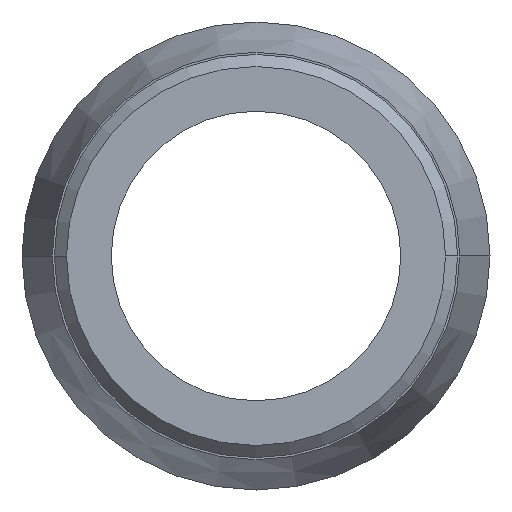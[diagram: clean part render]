
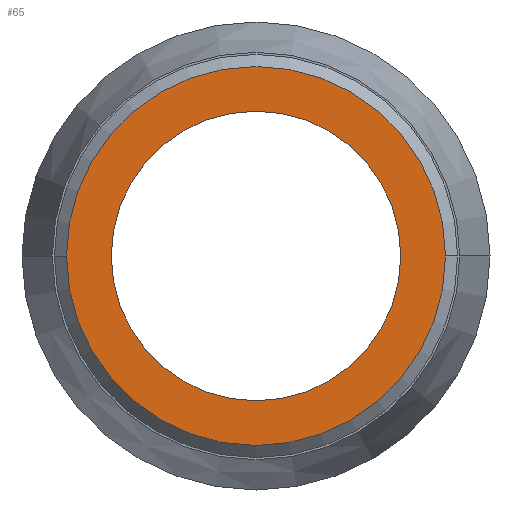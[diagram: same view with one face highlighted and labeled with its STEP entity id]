
A CAD part, left-side view. The second image highlights one B-rep face of the part: STEP entity #65.
In plain terms, the highlighted planar face has unit normal (-1, 0, 0).
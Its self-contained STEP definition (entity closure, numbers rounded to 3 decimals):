
#65=ADVANCED_FACE('',(#118,#119),#120,.T.);
#118=FACE_BOUND('',#184,.T.);
#119=FACE_OUTER_BOUND('',#185,.T.);
#120=PLANE('',#186);
#184=EDGE_LOOP('',(#342,#343));
#185=EDGE_LOOP('',(#344,#345));
#186=AXIS2_PLACEMENT_3D('',#346,#347,#348);
#342=ORIENTED_EDGE('',*,*,#461,.T.);
#343=ORIENTED_EDGE('',*,*,#460,.T.);
#344=ORIENTED_EDGE('',*,*,#444,.F.);
#345=ORIENTED_EDGE('',*,*,#469,.F.);
#346=CARTESIAN_POINT('',(-46.5,3.928,0.0));
#347=DIRECTION('',(-1.0,-0.0,0.0));
#348=DIRECTION('',(0.0,-1.0,-0.0));
#444=EDGE_CURVE('',#523,#525,#526,.T.);
#460=EDGE_CURVE('',#550,#554,#556,.T.);
#461=EDGE_CURVE('',#554,#550,#557,.T.);
#469=EDGE_CURVE('',#525,#523,#565,.T.);
#523=VERTEX_POINT('',#633);
#525=VERTEX_POINT('',#636);
#526=CIRCLE('',#637,7.856);
#550=VERTEX_POINT('',#668);
#554=VERTEX_POINT('',#673);
#556=CIRCLE('',#676,6.0);
#557=CIRCLE('',#677,6.0);
#565=CIRCLE('',#685,7.856);
#633=CARTESIAN_POINT('',(-46.5,7.856,0.0));
#636=CARTESIAN_POINT('',(-46.5,-7.856,0.));
#637=AXIS2_PLACEMENT_3D('',#740,#741,#742);
#668=CARTESIAN_POINT('',(-46.5,0.,-6.0));
#673=CARTESIAN_POINT('',(-46.5,0.,6.0));
#676=AXIS2_PLACEMENT_3D('',#770,#771,#772);
#677=AXIS2_PLACEMENT_3D('',#773,#774,#775);
#685=AXIS2_PLACEMENT_3D('',#797,#798,#799);
#740=CARTESIAN_POINT('',(-46.5,0.0,0.0));
#741=DIRECTION('',(1.0,0.0,0.0));
#742=DIRECTION('',(0.0,1.0,0.0));
#770=CARTESIAN_POINT('',(-46.5,0.0,0.0));
#771=DIRECTION('',(1.0,0.0,0.0));
#772=DIRECTION('',(0.0,0.0,-1.0));
#773=CARTESIAN_POINT('',(-46.5,0.0,0.0));
#774=DIRECTION('',(1.0,0.0,0.0));
#775=DIRECTION('',(0.0,0.0,-1.0));
#797=CARTESIAN_POINT('',(-46.5,0.0,0.0));
#798=DIRECTION('',(1.0,0.0,0.0));
#799=DIRECTION('',(0.0,1.0,0.0));
